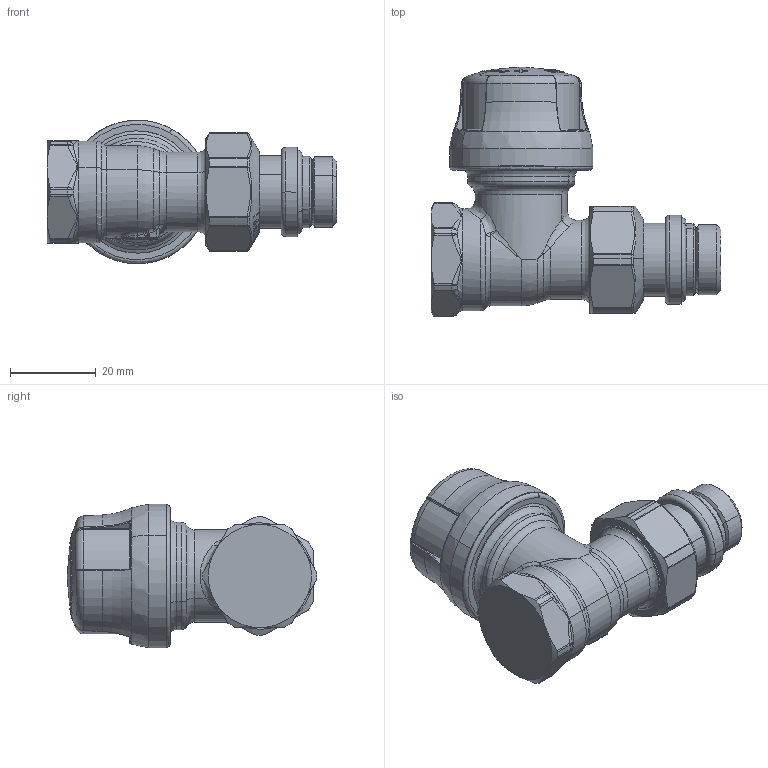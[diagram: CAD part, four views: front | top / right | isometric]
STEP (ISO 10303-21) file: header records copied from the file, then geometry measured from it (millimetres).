
FILE_DESCRIPTION(('CATIA V5 STEP Exchange','CAx-IF Rec.Pracs.--- Model Styling and Organization---1.4--- 2014-01-23','CAx-IF Rec.Pracs.---3D Tessellated Data Validation Properties---0.5---2014-09-14'),'2;1');
FILE_NAME('STEP_231302_-_TST.stp','2020-11-02T10:29:29+00:00',('none'),('none'),'CATIA Version 5-6 Release 2019 SP3','CATIA V5 STEP AP242 v1','none');
FILE_SCHEMA(('AP242_MANAGED_MODEL_BASED_3D_ENGINEERING_MIM_LF {1 0 10303 442 1 1 4}'));
Products named in the file (1): 231302 - TST
Bounding box: 67.5 x 58.05 x 33.39 mm (x, y, z)
Volume: 38232 mm3; surface area: 13251.2 mm2
Topology: 1 solids, 3 shells, 1122 faces, 2792 edges, 1632 vertices
Faces by surface type: plane 468, cylinder 246, bspline 208, torus 84, sphere 60, cone 56
Entity records: 42311 total; most frequent: CARTESIAN_POINT 19603, ORIENTED_EDGE 5442, EDGE_CURVE 2721, DIRECTION 2693, VERTEX_POINT 1632, AXIS2_PLACEMENT_3D 1204, B_SPLINE_CURVE_WITH_KNOTS 1190, EDGE_LOOP 1151
